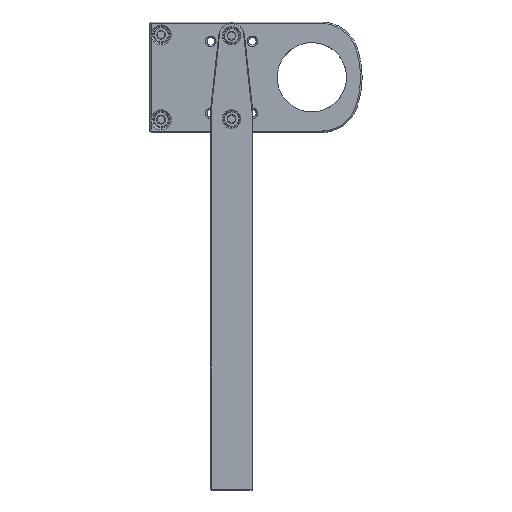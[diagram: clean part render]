
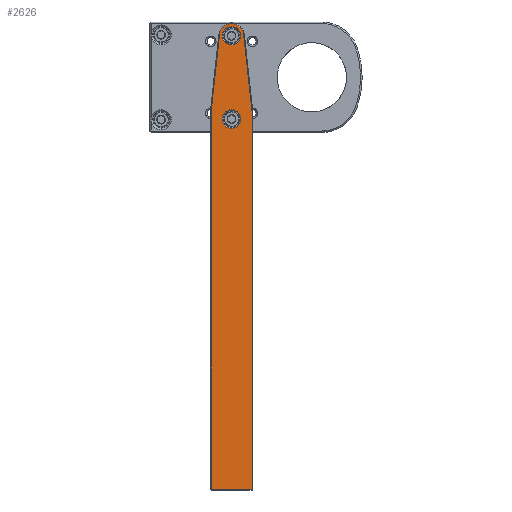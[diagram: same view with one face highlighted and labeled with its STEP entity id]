
A CAD part, front view. The second image highlights one B-rep face of the part: STEP entity #2626.
In plain terms, the highlighted planar face has unit normal (0, -1, 0).
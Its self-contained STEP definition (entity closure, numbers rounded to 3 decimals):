
#2087=DIRECTION('',(0.,0.,-1.));
#2088=VECTOR('',#2087,249.473);
#2089=CARTESIAN_POINT('',(-13.5,0.,-50.027));
#2090=LINE('',#2089,#2088);
#2091=DIRECTION('',(-0.108,0.,-0.994));
#2092=VECTOR('',#2091,51.195);
#2093=CARTESIAN_POINT('',(-7.953,0.,
0.867));
#2094=LINE('',#2093,#2092);
#2095=CARTESIAN_POINT('',(0.,0.,0.));
#2096=DIRECTION('',(0.,-1.,0.));
#2097=DIRECTION('',(0.994,0.,0.108));
#2098=AXIS2_PLACEMENT_3D('',#2095,#2096,#2097);
#2100=DIRECTION('',(-0.108,0.,0.994));
#2101=VECTOR('',#2100,51.195);
#2102=CARTESIAN_POINT('',(13.5,0.,-50.027));
#2103=LINE('',#2102,#2101);
#2104=DIRECTION('',(0.,0.,1.));
#2105=VECTOR('',#2104,249.473);
#2106=CARTESIAN_POINT('',(13.5,0.,-299.5));
#2107=LINE('',#2106,#2105);
#2108=DIRECTION('',(1.,0.,0.));
#2109=VECTOR('',#2108,27.);
#2110=CARTESIAN_POINT('',(-13.5,0.,-299.5));
#2111=LINE('',#2110,#2109);
#2112=CARTESIAN_POINT('',(0.,0.,-55.));
#2113=DIRECTION('',(0.,1.,0.));
#2114=DIRECTION('',(-1.,0.,0.));
#2115=AXIS2_PLACEMENT_3D('',#2112,#2113,#2114);
#2117=CARTESIAN_POINT('',(0.,0.,-55.));
#2118=DIRECTION('',(0.,1.,0.));
#2119=DIRECTION('',(1.,0.,0.));
#2120=AXIS2_PLACEMENT_3D('',#2117,#2118,#2119);
#2122=CARTESIAN_POINT('',(0.,0.,0.));
#2123=DIRECTION('',(0.,1.,0.));
#2124=DIRECTION('',(-1.,0.,0.));
#2125=AXIS2_PLACEMENT_3D('',#2122,#2123,#2124);
#2127=CARTESIAN_POINT('',(0.,0.,0.));
#2128=DIRECTION('',(0.,1.,0.));
#2129=DIRECTION('',(1.,0.,0.));
#2130=AXIS2_PLACEMENT_3D('',#2127,#2128,#2129);
#2515=CARTESIAN_POINT('',(-13.5,0.,-50.027));
#2516=CARTESIAN_POINT('',(-13.5,0.,-299.5));
#2517=VERTEX_POINT('',#2515);
#2518=VERTEX_POINT('',#2516);
#2519=CARTESIAN_POINT('',(13.5,0.,-299.5));
#2520=VERTEX_POINT('',#2519);
#2525=CARTESIAN_POINT('',(13.5,0.,-50.027));
#2526=VERTEX_POINT('',#2525);
#2533=CARTESIAN_POINT('',(-7.953,0.,
0.867));
#2534=VERTEX_POINT('',#2533);
#2535=CARTESIAN_POINT('',(7.953,0.,0.867));
#2536=VERTEX_POINT('',#2535);
#2573=CARTESIAN_POINT('',(-6.1,0.,-55.));
#2574=CARTESIAN_POINT('',(6.1,0.,-55.));
#2575=VERTEX_POINT('',#2573);
#2576=VERTEX_POINT('',#2574);
#2581=CARTESIAN_POINT('',(-6.1,0.,0.));
#2582=CARTESIAN_POINT('',(6.1,0.,0.));
#2583=VERTEX_POINT('',#2581);
#2584=VERTEX_POINT('',#2582);
#2595=CARTESIAN_POINT('',(0.,0.,0.));
#2596=DIRECTION('',(0.,1.,0.));
#2597=DIRECTION('',(0.,0.,-1.));
#2598=AXIS2_PLACEMENT_3D('',#2595,#2596,#2597);
#2599=PLANE('',#2598);
#2601=ORIENTED_EDGE('',*,*,#2600,.F.);
#2603=ORIENTED_EDGE('',*,*,#2602,.F.);
#2605=ORIENTED_EDGE('',*,*,#2604,.F.);
#2607=ORIENTED_EDGE('',*,*,#2606,.F.);
#2609=ORIENTED_EDGE('',*,*,#2608,.F.);
#2611=ORIENTED_EDGE('',*,*,#2610,.F.);
#2612=EDGE_LOOP('',(#2601,#2603,#2605,#2607,#2609,#2611));
#2613=FACE_OUTER_BOUND('',#2612,.F.);
#2615=ORIENTED_EDGE('',*,*,#2614,.F.);
#2617=ORIENTED_EDGE('',*,*,#2616,.F.);
#2618=EDGE_LOOP('',(#2615,#2617));
#2619=FACE_BOUND('',#2618,.F.);
#2621=ORIENTED_EDGE('',*,*,#2620,.F.);
#2623=ORIENTED_EDGE('',*,*,#2622,.F.);
#2624=EDGE_LOOP('',(#2621,#2623));
#2625=FACE_BOUND('',#2624,.F.);
#2626=ADVANCED_FACE('',(#2613,#2619,#2625),#2599,.F.);
#2099=CIRCLE('',#2098,8.);
#2116=CIRCLE('',#2115,6.1);
#2121=CIRCLE('',#2120,6.1);
#2126=CIRCLE('',#2125,6.1);
#2131=CIRCLE('',#2130,6.1);
#2600=EDGE_CURVE('',#2517,#2518,#2090,.T.);
#2602=EDGE_CURVE('',#2534,#2517,#2094,.T.);
#2604=EDGE_CURVE('',#2536,#2534,#2099,.T.);
#2606=EDGE_CURVE('',#2526,#2536,#2103,.T.);
#2608=EDGE_CURVE('',#2520,#2526,#2107,.T.);
#2610=EDGE_CURVE('',#2518,#2520,#2111,.T.);
#2614=EDGE_CURVE('',#2575,#2576,#2116,.T.);
#2616=EDGE_CURVE('',#2576,#2575,#2121,.T.);
#2620=EDGE_CURVE('',#2583,#2584,#2126,.T.);
#2622=EDGE_CURVE('',#2584,#2583,#2131,.T.);
